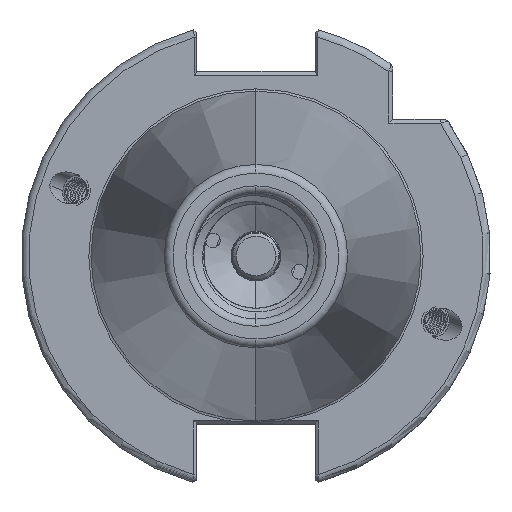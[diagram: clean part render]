
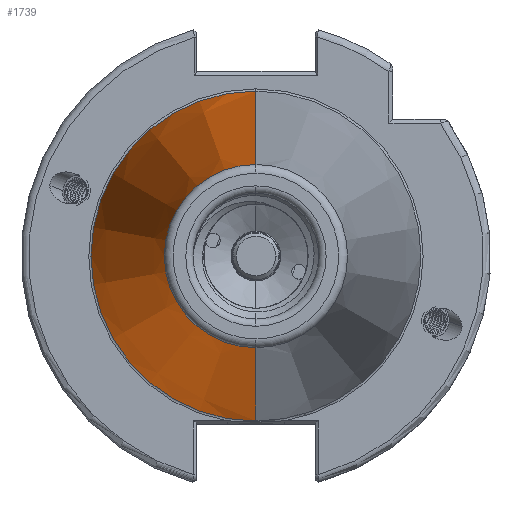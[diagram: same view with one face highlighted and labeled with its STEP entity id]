
A CAD part, left-side view. The second image highlights one B-rep face of the part: STEP entity #1739.
In plain terms, the highlighted conical face has half-angle 8.297 degrees and reference radius 22.692 mm.
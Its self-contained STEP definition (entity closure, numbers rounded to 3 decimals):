
#1739 = ADVANCED_FACE ( 'NONE', ( #27580 ), #27555, .T. ) ;
#6251 = AXIS2_PLACEMENT_3D ( 'NONE', #24326, #24332, #24283 ) ;
#11280 = ORIENTED_EDGE ( 'NONE', *, *, #29374, .F. ) ;
#11332 = ORIENTED_EDGE ( 'NONE', *, *, #29386, .T. ) ;
#11333 = ORIENTED_EDGE ( 'NONE', *, *, #29360, .F. ) ;
#11338 = ORIENTED_EDGE ( 'NONE', *, *, #29389, .T. ) ;
#13764 = AXIS2_PLACEMENT_3D ( 'NONE', #18731, #18740, #18734 ) ;
#13775 = AXIS2_PLACEMENT_3D ( 'NONE', #18842, #18884, #18876 ) ;
#18731 = CARTESIAN_POINT ( 'NONE',  ( -2.5, 0., 0. ) ) ;
#18734 = DIRECTION ( 'NONE',  ( 0., 0., -1. ) ) ;
#18740 = DIRECTION ( 'NONE',  ( 1., 0., 0. ) ) ;
#18754 = CARTESIAN_POINT ( 'NONE',  ( 0., 0., -22.692 ) ) ;
#18763 = DIRECTION ( 'NONE',  ( 0.99, 0., -0.144 ) ) ;
#18842 = CARTESIAN_POINT ( 'NONE',  ( -70.573, 0., 0. ) ) ;
#18844 = DIRECTION ( 'NONE',  ( 0.99, 0., 0.144 ) ) ;
#18876 = DIRECTION ( 'NONE',  ( 0., 0., 1. ) ) ;
#18884 = DIRECTION ( 'NONE',  ( 1., 0., 0. ) ) ;
#18891 = CARTESIAN_POINT ( 'NONE',  ( 0., 0., 22.692 ) ) ;
#20910 = CIRCLE ( 'NONE', #13764, 22.327 ) ;
#20957 = VECTOR ( 'NONE', #18844, 1000. ) ;
#20997 = LINE ( 'NONE', #18891, #20957 ) ;
#21045 = LINE ( 'NONE', #18754, #21049 ) ;
#21049 = VECTOR ( 'NONE', #18763, 1000. ) ;
#21053 = CIRCLE ( 'NONE', #13775, 12.4 ) ;
#22619 = CARTESIAN_POINT ( 'NONE',  ( -70.573, 0., -12.4 ) ) ;
#22635 = CARTESIAN_POINT ( 'NONE',  ( -2.5, 0., -22.327 ) ) ;
#22660 = CARTESIAN_POINT ( 'NONE',  ( -70.573, 0., 12.4 ) ) ;
#22669 = CARTESIAN_POINT ( 'NONE',  ( -2.5, 0., 22.327 ) ) ;
#24283 = DIRECTION ( 'NONE',  ( 0., 0., -1. ) ) ;
#24326 = CARTESIAN_POINT ( 'NONE',  ( 0., 0., 0. ) ) ;
#24332 = DIRECTION ( 'NONE',  ( 1., 0., 0. ) ) ;
#24886 = VERTEX_POINT ( 'NONE', #22660 ) ;
#24909 = VERTEX_POINT ( 'NONE', #22619 ) ;
#24963 = VERTEX_POINT ( 'NONE', #22635 ) ;
#25059 = VERTEX_POINT ( 'NONE', #22669 ) ;
#27121 = EDGE_LOOP ( 'NONE', ( #11332, #11338, #11333, #11280 ) ) ;
#27555 = CONICAL_SURFACE ( 'NONE', #6251, 22.692, 0.145 ) ;
#27580 = FACE_OUTER_BOUND ( 'NONE', #27121, .T. ) ;
#29360 = EDGE_CURVE ( 'NONE', #24963, #25059, #20910, .T. ) ;
#29374 = EDGE_CURVE ( 'NONE', #24909, #24963, #21045, .T. ) ;
#29386 = EDGE_CURVE ( 'NONE', #24909, #24886, #21053, .T. ) ;
#29389 = EDGE_CURVE ( 'NONE', #24886, #25059, #20997, .T. ) ;
